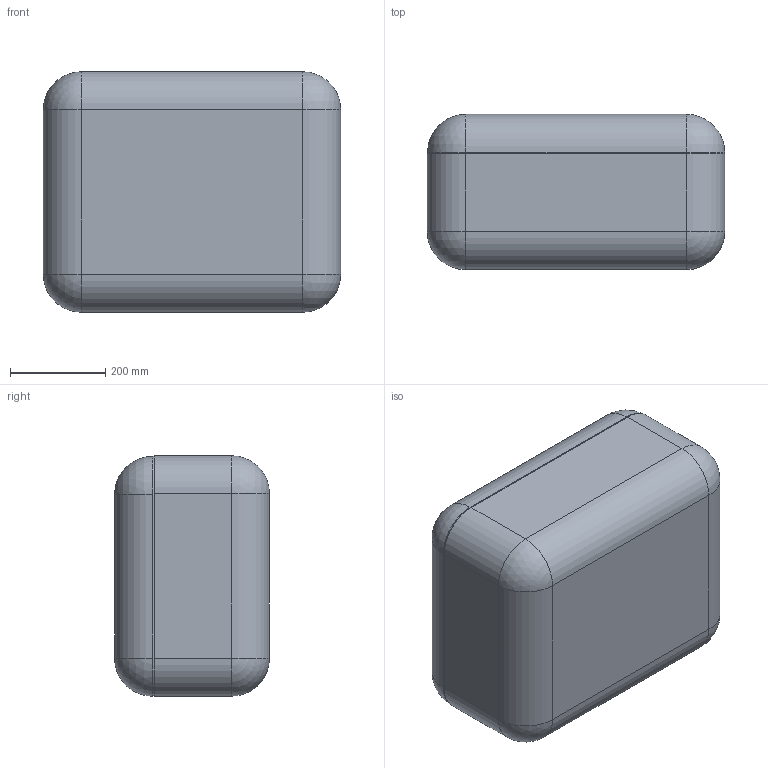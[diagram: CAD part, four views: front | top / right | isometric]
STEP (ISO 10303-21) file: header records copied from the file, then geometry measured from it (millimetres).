
FILE_DESCRIPTION(('STEP AP214'), '1');
FILE_NAME('Ñáîðêà_Ï265Ê(óïð)', '', ('UNSPECIFIED'), ('UNSPECIFIED'), 'C3D Converter', 'C3D Toolkit', '');
FILE_SCHEMA(('AUTOMOTIVE_DESIGN { 1 0 10303 214 3 1 1}'));
Length unit declared in the file: millimetre
Products named in the file (3): Сборка_П265К(упр); Корпус П265К.-1; Крышка П265(упр.)-1
Assembly tree (2 placements, depth 2):
  Сборка_П265К(упр)
    Корпус П265К.-1
    Крышка П265(упр.)-1
Bounding box: 623.9 x 324.99 x 504.3 mm (x, y, z)
Volume: 57105326.8 mm3; surface area: 2196264.9 mm2
Topology: 7 solids, 9 shells, 1507 faces, 3845 edges, 2358 vertices
Faces by surface type: plane 607, bspline 596, cylinder 223, sphere 47, torus 30, cone 4
Entity records: 98911 total; most frequent: CARTESIAN_POINT 56378, ORIENTED_EDGE 7594, DIRECTION 4105, EDGE_CURVE 3797, VERTEX_POINT 2357, B_SPLINE_CURVE_WITH_KNOTS 1861, FACE_BOUND 1576, EDGE_LOOP 1576
